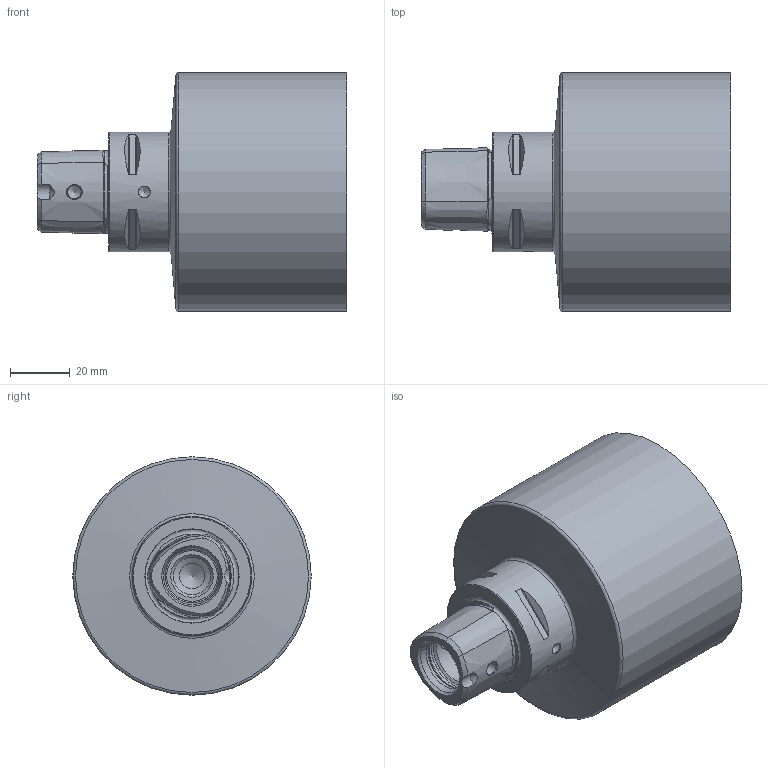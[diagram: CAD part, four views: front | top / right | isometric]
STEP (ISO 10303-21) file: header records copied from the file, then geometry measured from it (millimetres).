
FILE_DESCRIPTION (( 'STEP AP214' ), '1' );
FILE_NAME ('PS4.Ro8.001.080.STEP', '2020-09-22T11:05:47', ( '' ), ( '' ), 'SwSTEP 2.0', 'SolidWorks 2017', '' );
FILE_SCHEMA (( 'AUTOMOTIVE_DESIGN' ));
Length unit declared in the file: millimetre
Products named in the file (1): PS4.Ro8.001.080
Bounding box: 104 x 80 x 80 mm (x, y, z)
Volume: 324420.4 mm3; surface area: 31609.2 mm2
Topology: 1 solids, 1 shells, 98 faces, 238 edges, 146 vertices
Faces by surface type: cone 40, cylinder 20, torus 19, plane 19
Full cylindrical faces by diameter (mm): 2 x1, 4 x1, 4.6 x2, 8.5 x1, 12.5 x1, 18 x2, 20 x1, 40 x1, 80 x1
Entity records: 3213 total; most frequent: CARTESIAN_POINT 1161, DIRECTION 408, ORIENTED_EDGE 388, EDGE_CURVE 194, AXIS2_PLACEMENT_3D 183, EDGE_LOOP 136, VERTEX_POINT 134, FACE_OUTER_BOUND 116
